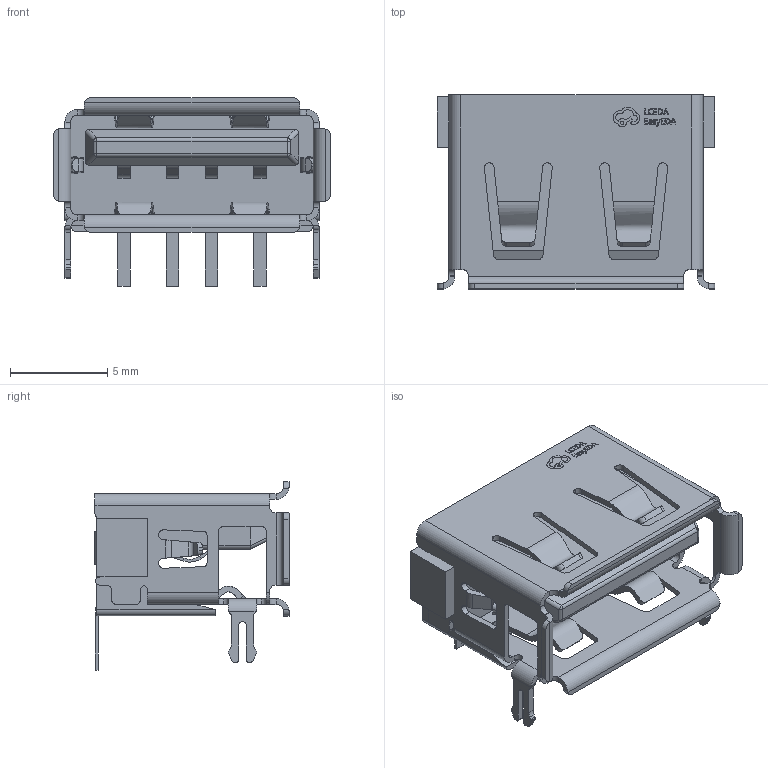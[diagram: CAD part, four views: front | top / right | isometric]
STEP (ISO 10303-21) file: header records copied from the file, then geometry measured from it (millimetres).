
FILE_DESCRIPTION(/* description */ ('STEP AP214'),/* implementation_level */ '2;1');
FILE_NAME(/* name */ 'USB_AS_908-171A1011D10100.step',/* time_stamp */ '2024-09-28T09:42:19+08:00',/* author */ (''),/* organization */ (''),/* preprocessor_version */ 'ST-DEVELOPER v20',/* originating_system */ 'Autodesk Translation Framework v13.20.0.188',/* authorisation */ '');
FILE_SCHEMA (('AUTOMOTIVE_DESIGN { 1 0 10303 214 3 1 1 }'));
Length unit declared in the file: millimetre
Products named in the file (1): USB-A-TH_4P-L14.6-W10.0-H6.3-S7.5
Bounding box: 14.3 x 10 x 9.7 mm (x, y, z)
Volume: 407.1 mm3; surface area: 1225 mm2
Topology: 2 solids, 2 shells, 886 faces, 2410 edges, 1542 vertices
Faces by surface type: plane 552, cylinder 210, bspline 120, sphere 4
Entity records: 30894 total; most frequent: CARTESIAN_POINT 7871, ORIENTED_EDGE 4812, DIRECTION 4264, EDGE_CURVE 2406, LINE 1714, VECTOR 1714, VERTEX_POINT 1542, AXIS2_PLACEMENT_3D 1275
